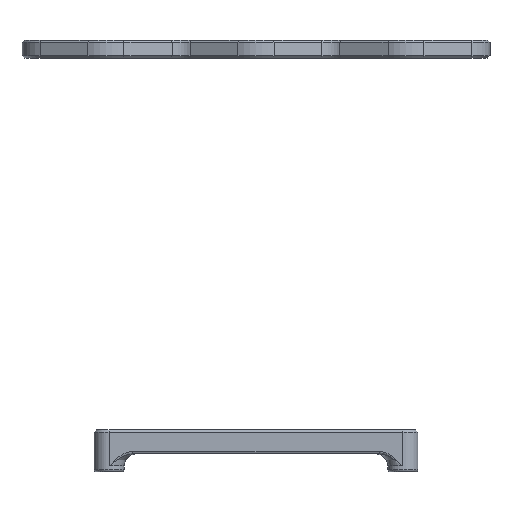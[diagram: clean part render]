
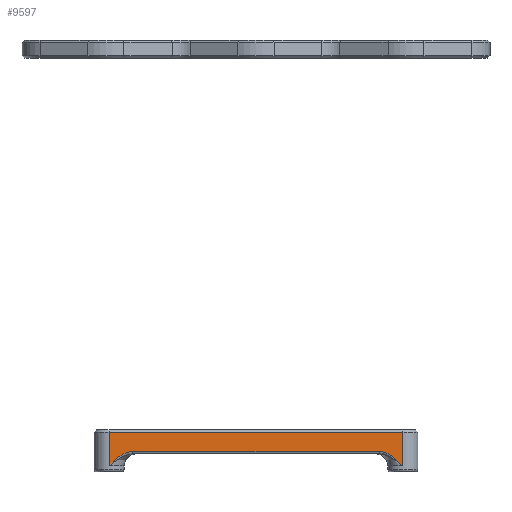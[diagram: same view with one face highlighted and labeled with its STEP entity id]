
A CAD part, front view. The second image highlights one B-rep face of the part: STEP entity #9597.
In plain terms, the highlighted face is planar.
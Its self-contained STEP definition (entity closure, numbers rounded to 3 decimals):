
#839=B_SPLINE_CURVE_WITH_KNOTS('',3,(#14928,#14929,#14930,#14931,#14932,
#14933,#14934,#14935),.UNSPECIFIED.,.F.,.F.,(4,1,1,2,4),(0.,0.191,
0.286,0.477,0.478),.UNSPECIFIED.);
#842=B_SPLINE_CURVE_WITH_KNOTS('',3,(#14984,#14985,#14986,#14987,#14988,
#14989,#14990,#14991),.UNSPECIFIED.,.F.,.F.,(4,2,1,1,4),(-0.001,
0.,0.191,0.286,0.477),.UNSPECIFIED.);
#959=FACE_OUTER_BOUND('',#1593,.T.);
#1593=EDGE_LOOP('',(#6801,#6802,#6803,#6804,#6805,#6806));
#2249=LINE('',#14622,#3215);
#2308=LINE('',#14879,#3274);
#2309=LINE('',#14885,#3275);
#2310=LINE('',#15004,#3276);
#3215=VECTOR('',#11415,10.);
#3274=VECTOR('',#11652,10.);
#3275=VECTOR('',#11659,10.);
#3276=VECTOR('',#11668,10.);
#4185=VERTEX_POINT('',#14608);
#4189=VERTEX_POINT('',#14620);
#4258=VERTEX_POINT('',#14878);
#4259=VERTEX_POINT('',#14882);
#4260=VERTEX_POINT('',#14884);
#4261=VERTEX_POINT('',#14927);
#5058=EDGE_CURVE('',#4189,#4185,#2249,.T.);
#5169=EDGE_CURVE('',#4185,#4258,#2308,.T.);
#5172=EDGE_CURVE('',#4259,#4260,#2309,.T.);
#5174=EDGE_CURVE('',#4260,#4261,#839,.T.);
#5177=EDGE_CURVE('',#4258,#4259,#842,.T.);
#5180=EDGE_CURVE('',#4189,#4261,#2310,.T.);
#6801=ORIENTED_EDGE('',*,*,#5058,.F.);
#6802=ORIENTED_EDGE('',*,*,#5180,.T.);
#6803=ORIENTED_EDGE('',*,*,#5174,.F.);
#6804=ORIENTED_EDGE('',*,*,#5172,.F.);
#6805=ORIENTED_EDGE('',*,*,#5177,.F.);
#6806=ORIENTED_EDGE('',*,*,#5169,.F.);
#9260=PLANE('',#10307);
#9597=ADVANCED_FACE('',(#959),#9260,.T.);
#10307=AXIS2_PLACEMENT_3D('',#15003,#11666,#11667);
#11415=DIRECTION('',(0.,-0.996,-0.087));
#11652=DIRECTION('',(0.,-0.087,0.996));
#11659=DIRECTION('',(0.,0.996,0.087));
#11666=DIRECTION('center_axis',(1.,0.,0.));
#11667=DIRECTION('ref_axis',(0.,0.996,0.087));
#11668=DIRECTION('',(0.,-0.087,0.996));
#14608=CARTESIAN_POINT('',(116.353,-4.146,26.842));
#14620=CARTESIAN_POINT('',(116.353,44.667,31.113));
#14622=CARTESIAN_POINT('',(116.353,8.057,27.91));
#14878=CARTESIAN_POINT('',(116.353,-4.634,32.421));
#14879=CARTESIAN_POINT('',(116.353,-4.111,26.444));
#14882=CARTESIAN_POINT('',(116.353,-0.46,30.377));
#14884=CARTESIAN_POINT('',(116.353,40.424,33.954));
#14885=CARTESIAN_POINT('',(116.353,7.778,31.098));
#14927=CARTESIAN_POINT('',(116.353,44.179,36.692));
#14928=CARTESIAN_POINT('Ctrl Pts',(116.353,40.424,33.954));
#14929=CARTESIAN_POINT('Ctrl Pts',(116.353,41.057,34.009));
#14930=CARTESIAN_POINT('Ctrl Pts',(116.353,41.968,34.396));
#14931=CARTESIAN_POINT('Ctrl Pts',(116.353,43.187,35.432));
#14932=CARTESIAN_POINT('Ctrl Pts',(116.353,43.782,36.185));
#14933=CARTESIAN_POINT('Ctrl Pts',(116.353,44.176,36.687));
#14934=CARTESIAN_POINT('Ctrl Pts',(116.353,44.178,36.69));
#14935=CARTESIAN_POINT('Ctrl Pts',(116.353,44.179,36.692));
#14984=CARTESIAN_POINT('Ctrl Pts',(116.353,-4.634,32.421));
#14985=CARTESIAN_POINT('Ctrl Pts',(116.353,-4.632,32.419));
#14986=CARTESIAN_POINT('Ctrl Pts',(116.353,-4.63,32.417));
#14987=CARTESIAN_POINT('Ctrl Pts',(116.353,-4.154,31.991));
#14988=CARTESIAN_POINT('Ctrl Pts',(116.353,-3.436,31.353));
#14989=CARTESIAN_POINT('Ctrl Pts',(116.353,-2.058,30.543));
#14990=CARTESIAN_POINT('Ctrl Pts',(116.353,-1.093,30.322));
#14991=CARTESIAN_POINT('Ctrl Pts',(116.353,-0.46,
30.377));
#15003=CARTESIAN_POINT('Origin',(116.353,-4.111,26.444));
#15004=CARTESIAN_POINT('',(116.353,44.702,30.715));
